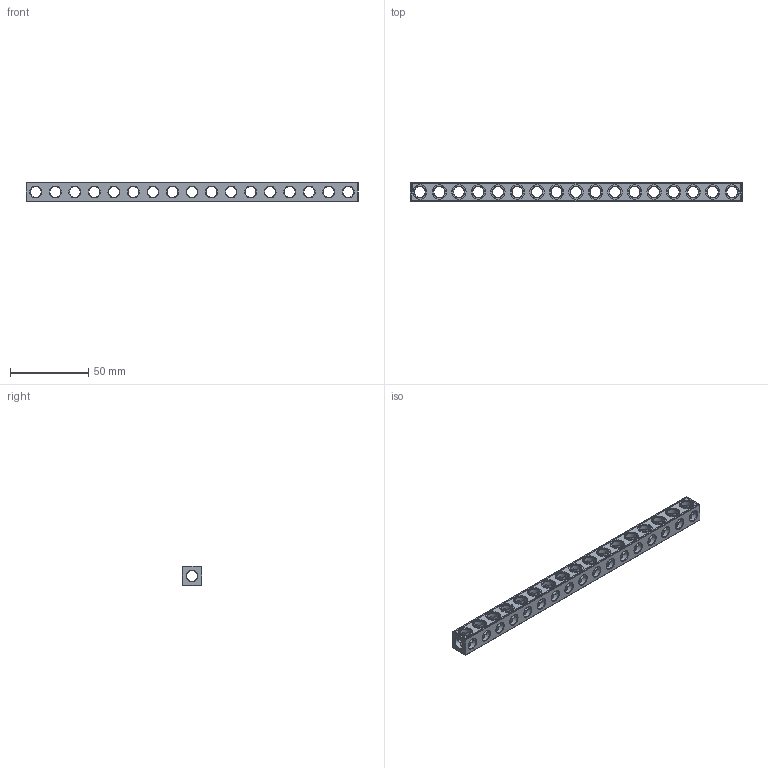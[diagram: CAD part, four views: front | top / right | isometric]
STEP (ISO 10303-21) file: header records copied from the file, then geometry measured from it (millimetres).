
FILE_DESCRIPTION(('FreeCAD Model'),'2;1');
FILE_NAME('Open CASCADE Shape Model','2021-05-23T22:04:52',( 'Paulo Kiefe'),('STEMFIE.org'),'Open CASCADE STEP processor 7.4', 'FreeCAD','Unknown');
FILE_SCHEMA(('AUTOMOTIVE_DESIGN { 1 0 10303 214 1 1 1 1 }'));
Products named in the file (1): Beam_STR_ESS_BU17x01x01_-_SPN-BEM-0054_(stemfie.org)
Bounding box: 212.5 x 12.5 x 12.5 mm (x, y, z)
Volume: 16594.5 mm3; surface area: 14952.9 mm2
Topology: 1 solids, 1 shells, 638 faces, 1957 edges, 1304 vertices
Faces by surface type: plane 365, cylinder 103, extrusion 100, cone 70
Full cylindrical faces by diameter (mm): 7 x86, 9.2 x17
Entity records: 66504 total; most frequent: CARTESIAN_POINT 29230, DIRECTION 6331, VECTOR 4105, LINE 4005, ORIENTED_EDGE 3914, PCURVE 3914, DEFINITIONAL_REPRESENTATION 3914, EDGE_CURVE 1957
